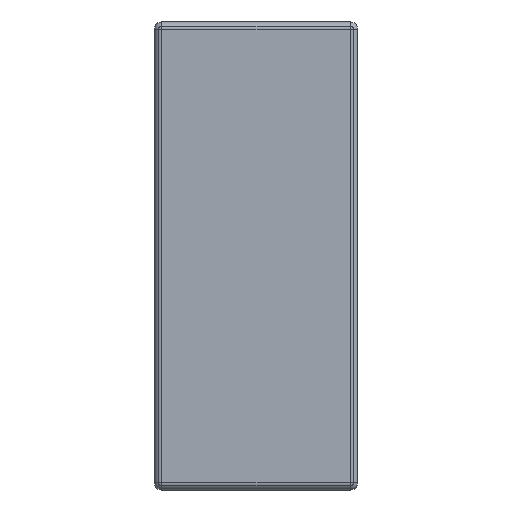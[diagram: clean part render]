
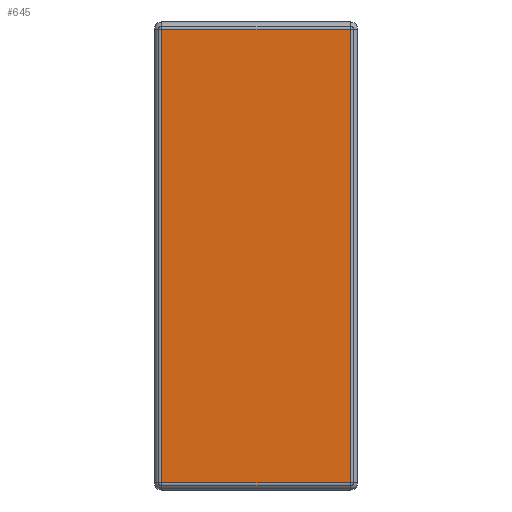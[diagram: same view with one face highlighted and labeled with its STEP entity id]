
A CAD part, left-side view. The second image highlights one B-rep face of the part: STEP entity #645.
In plain terms, the highlighted planar face has unit normal (-1, 0, 0).
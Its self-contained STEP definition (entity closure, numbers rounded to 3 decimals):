
#645=ADVANCED_FACE('',(#1256),#1257,.T.);
#1256=FACE_OUTER_BOUND('',#1910,.T.);
#1257=PLANE('',#1911);
#1910=EDGE_LOOP('',(#3205,#3206,#3207,#3208));
#1911=AXIS2_PLACEMENT_3D('',#3209,#3210,#3211);
#3205=ORIENTED_EDGE('',*,*,#4322,.F.);
#3206=ORIENTED_EDGE('',*,*,#4323,.F.);
#3207=ORIENTED_EDGE('',*,*,#4324,.F.);
#3208=ORIENTED_EDGE('',*,*,#4325,.T.);
#3209=CARTESIAN_POINT('',(0.0,50.0,115.0));
#3210=DIRECTION('',(-1.0,0.0,0.0));
#3211=DIRECTION('',(0.0,0.0,1.0));
#4322=EDGE_CURVE('',#5187,#5188,#5189,.T.);
#4323=EDGE_CURVE('',#5190,#5187,#5191,.T.);
#4324=EDGE_CURVE('',#5192,#5190,#5193,.T.);
#4325=EDGE_CURVE('',#5192,#5188,#5194,.T.);
#5187=VERTEX_POINT('',#6346);
#5188=VERTEX_POINT('',#6347);
#5189=LINE('',#6348,#6349);
#5190=VERTEX_POINT('',#6350);
#5191=LINE('',#6351,#6352);
#5192=VERTEX_POINT('',#6353);
#5193=LINE('',#6354,#6355);
#5194=LINE('',#6356,#6357);
#6346=CARTESIAN_POINT('',(0.0,96.4,226.4));
#6347=CARTESIAN_POINT('',(0.0,3.6,226.4));
#6348=CARTESIAN_POINT('',(0.0,96.4,226.4));
#6349=VECTOR('',#7375,1.0);
#6350=CARTESIAN_POINT('',(0.0,96.4,3.6));
#6351=CARTESIAN_POINT('',(0.0,96.4,3.6));
#6352=VECTOR('',#7376,1.0);
#6353=CARTESIAN_POINT('',(0.0,3.6,3.6));
#6354=CARTESIAN_POINT('',(0.0,3.6,3.6));
#6355=VECTOR('',#7377,1.0);
#6356=CARTESIAN_POINT('',(0.0,3.6,3.6));
#6357=VECTOR('',#7378,1.0);
#7375=DIRECTION('',(0.0,-1.0,0.0));
#7376=DIRECTION('',(0.0,0.0,1.0));
#7377=DIRECTION('',(0.0,1.0,0.0));
#7378=DIRECTION('',(0.0,0.0,1.0));
